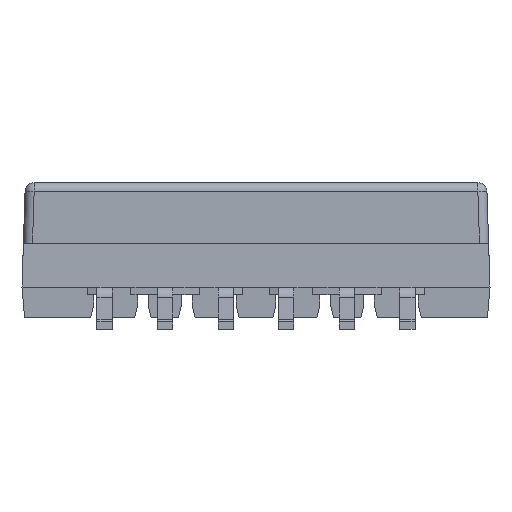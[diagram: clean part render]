
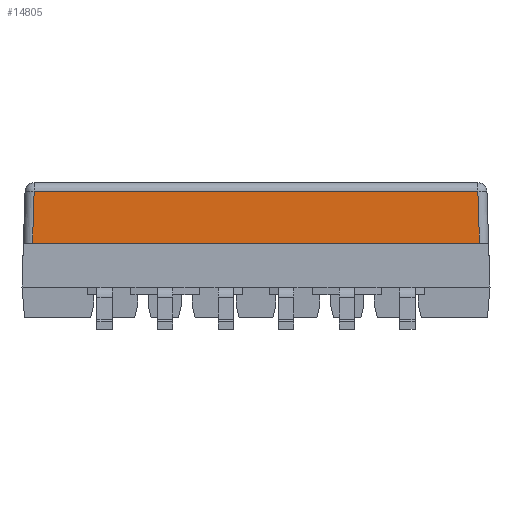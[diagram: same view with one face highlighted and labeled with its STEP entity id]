
A CAD part, left-side view. The second image highlights one B-rep face of the part: STEP entity #14805.
In plain terms, the highlighted planar face has unit normal (-1, 0, 0.015).
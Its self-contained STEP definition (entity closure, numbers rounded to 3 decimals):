
#731=LINE('',#20328,#1861);
#912=LINE('',#20784,#2042);
#913=LINE('',#20786,#2043);
#914=LINE('',#20788,#2044);
#1861=VECTOR('',#16858,1000.);
#2042=VECTOR('',#17271,1000.);
#2043=VECTOR('',#17274,1000.);
#2044=VECTOR('',#17275,1000.);
#3942=ORIENTED_EDGE('',*,*,#6631,.F.);
#3943=ORIENTED_EDGE('',*,*,#6632,.T.);
#3944=ORIENTED_EDGE('',*,*,#6403,.T.);
#3945=ORIENTED_EDGE('',*,*,#6630,.T.);
#6403=EDGE_CURVE('',#7853,#7851,#731,.T.);
#6630=EDGE_CURVE('',#7851,#8003,#912,.T.);
#6631=EDGE_CURVE('',#8004,#8003,#913,.T.);
#6632=EDGE_CURVE('',#8004,#7853,#914,.F.);
#7851=VERTEX_POINT('',#20323);
#7853=VERTEX_POINT('',#20329);
#8003=VERTEX_POINT('',#20783);
#8004=VERTEX_POINT('',#20787);
#8901=EDGE_LOOP('',(#3942,#3943,#3944,#3945));
#9531=FACE_BOUND('',#8901,.T.);
#10076=PLANE('',#15563);
#14805=ADVANCED_FACE('',(#9531),#10076,.F.);
#15563=AXIS2_PLACEMENT_3D('',#20785,#17272,#17273);
#16858=DIRECTION('',(0.,1.,0.));
#17271=DIRECTION('',(-0.015,0.032,-0.999));
#17272=DIRECTION('',(1.,0.,-0.015));
#17273=DIRECTION('',(-0.015,0.,-1.));
#17274=DIRECTION('',(0.,1.,0.));
#17275=DIRECTION('',(-0.015,-0.032,-0.999));
#20323=CARTESIAN_POINT('',(-11.734,7.324,3.154));
#20328=CARTESIAN_POINT('',(-11.734,-7.725,3.154));
#20329=CARTESIAN_POINT('',(-11.734,-7.324,3.154));
#20783=CARTESIAN_POINT('',(-11.76,7.379,1.45));
#20784=CARTESIAN_POINT('',(-11.753,7.363,1.931));
#20785=CARTESIAN_POINT('',(-11.76,-7.725,1.45));
#20786=CARTESIAN_POINT('',(-11.76,-7.725,1.45));
#20787=CARTESIAN_POINT('',(-11.76,-7.379,1.45));
#20788=CARTESIAN_POINT('',(-11.73,-7.315,3.44));
